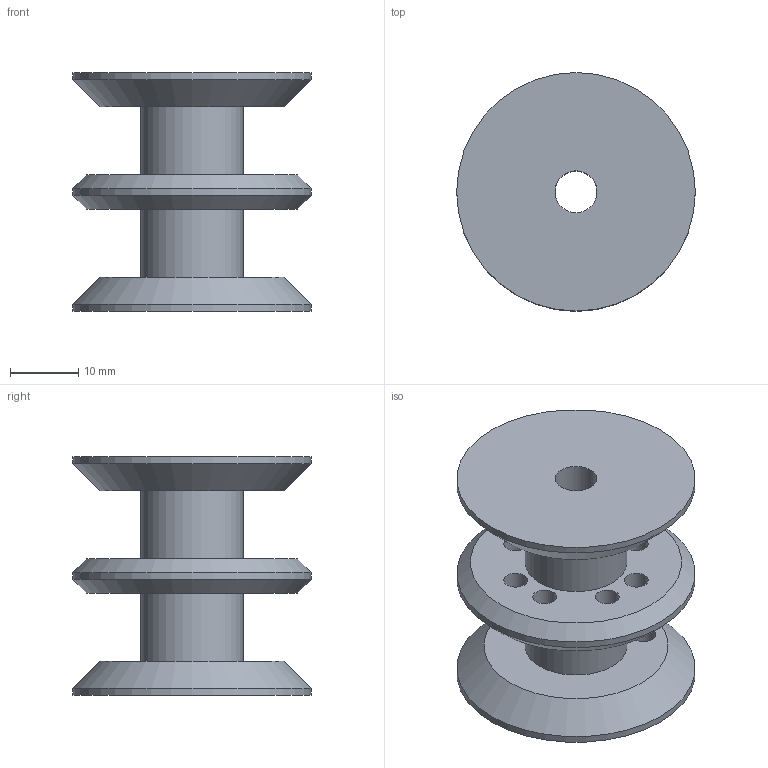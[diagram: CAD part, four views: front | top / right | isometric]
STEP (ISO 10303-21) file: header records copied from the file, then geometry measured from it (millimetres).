
FILE_DESCRIPTION(('FreeCAD Model'),'2;1');
FILE_NAME('Open CASCADE Shape Model','2025-03-03T16:09:48',(''),(''), 'Open CASCADE STEP processor 7.7','FreeCAD','Unknown');
FILE_SCHEMA(('AUTOMOTIVE_DESIGN { 1 0 10303 214 1 1 1 1 }'));
Length unit declared in the file: millimetre
Products named in the file (1): Spool
Bounding box: 35 x 35 x 35 mm (x, y, z)
Volume: 14391.3 mm3; surface area: 7807.7 mm2
Topology: 1 solids, 1 shells, 26 faces, 56 edges, 36 vertices
Faces by surface type: cylinder 16, plane 6, cone 4
Full cylindrical faces by diameter (mm): 3.5 x8, 3.6 x2, 6.15 x1, 15 x2, 35 x3
Entity records: 789 total; most frequent: DIRECTION 145, CARTESIAN_POINT 120, ORIENTED_EDGE 112, AXIS2_PLACEMENT_3D 63, EDGE_CURVE 56, FACE_BOUND 52, EDGE_LOOP 52, VERTEX_POINT 36
